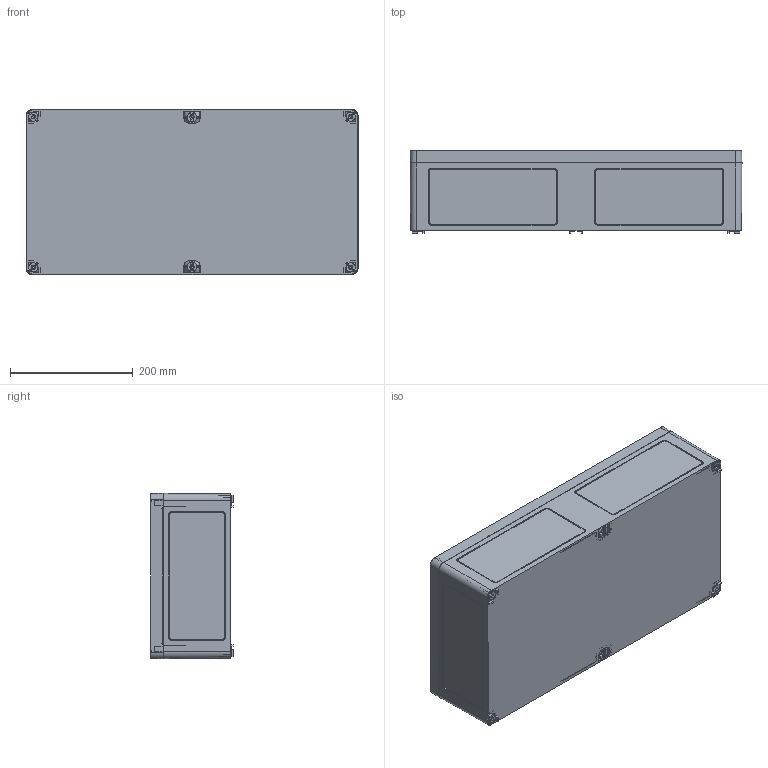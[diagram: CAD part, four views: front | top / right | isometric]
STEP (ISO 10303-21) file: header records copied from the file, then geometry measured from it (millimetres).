
FILE_DESCRIPTION (( 'STEP AP214' ), '1' );
FILE_NAME ('17051000.STEP', '2022-01-19T11:49:29', ( '' ), ( '' ), 'SwSTEP 2.0', 'SolidWorks 2020', '' );
FILE_SCHEMA (( 'AUTOMOTIVE_DESIGN' ));
Length unit declared in the file: millimetre
Products named in the file (5): 39115; 39221; 39220; 17051000; 39105
Assembly tree (14 placements, depth 2):
  17051000
    39105
    39115
    39221  x6
    39220  x6
Bounding box: 540 x 134 x 269 mm (x, y, z)
Volume: 2005813.8 mm3; surface area: 1170590.7 mm2
Topology: 14 solids, 14 shells, 2550 faces, 6617 edges, 4222 vertices
Faces by surface type: plane 1478, cylinder 544, cone 230, bspline 168, torus 130
Full cylindrical faces by diameter (mm): 2 x12, 8 x66, 10 x1, 12 x2, 15.5 x6, 19 x12, 20 x6
Entity records: 65489 total; most frequent: CARTESIAN_POINT 20099, ORIENTED_EDGE 9552, DIRECTION 8734, EDGE_CURVE 4776, VERTEX_POINT 3150, AXIS2_PLACEMENT_3D 3016, VECTOR 2702, LINE 2702
